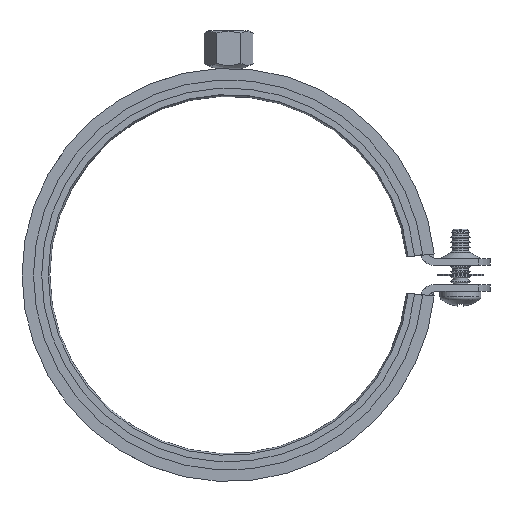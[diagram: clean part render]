
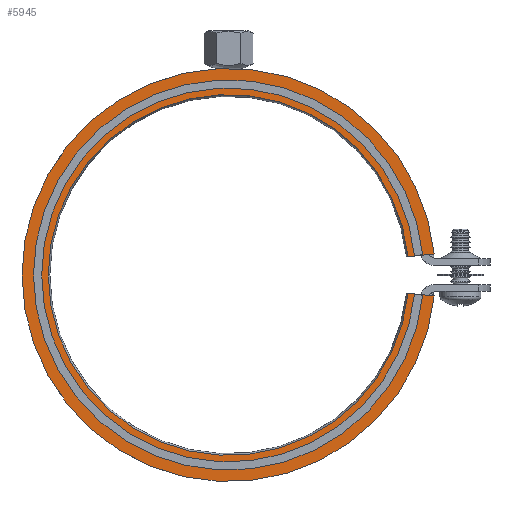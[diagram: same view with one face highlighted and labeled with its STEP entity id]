
A CAD part, front view. The second image highlights one B-rep face of the part: STEP entity #5945.
In plain terms, the highlighted face is planar.
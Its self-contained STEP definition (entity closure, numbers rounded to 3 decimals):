
#4796=CARTESIAN_POINT('',(54.355,165.573,11.5));
#4797=VERTEX_POINT('',#4796);
#4804=CARTESIAN_POINT('',(164.07,159.98,11.5));
#4805=VERTEX_POINT('',#4804);
#4806=CARTESIAN_POINT('',(109.355,165.573,11.5));
#4807=DIRECTION('',(0.0,0.0,1.0));
#4808=DIRECTION('',(1.0,0.0,0.0));
#4809=AXIS2_PLACEMENT_3D('',#4806,#4807,#4808);
#4810=CIRCLE('',#4809,55.);
#4811=EDGE_CURVE('',#4797,#4805,#4810,.T.);
#4836=CARTESIAN_POINT('',(46.355,165.573,11.5));
#4837=VERTEX_POINT('',#4836);
#4846=CARTESIAN_POINT('',(172.028,171.98,11.5));
#4847=VERTEX_POINT('',#4846);
#4848=CARTESIAN_POINT('',(109.355,165.573,11.5));
#4849=DIRECTION('',(0.0,0.0,1.0));
#4850=DIRECTION('',(1.0,0.0,0.0));
#4851=AXIS2_PLACEMENT_3D('',#4848,#4849,#4850);
#4852=CIRCLE('',#4851,63.);
#4853=EDGE_CURVE('',#4847,#4837,#4852,.T.);
#5896=CARTESIAN_POINT('',(172.028,159.166,11.5));
#5897=VERTEX_POINT('',#5896);
#5904=CARTESIAN_POINT('',(109.355,165.573,11.5));
#5905=DIRECTION('',(0.0,0.0,1.0));
#5906=DIRECTION('',(1.0,0.0,0.0));
#5907=AXIS2_PLACEMENT_3D('',#5904,#5905,#5906);
#5908=CIRCLE('',#5907,63.);
#5909=EDGE_CURVE('',#4837,#5897,#5908,.T.);
#5914=CARTESIAN_POINT('',(168.049,171.573,11.5));
#5915=DIRECTION('',(0.0,0.0,1.0));
#5916=DIRECTION('',(1.0,0.0,0.0));
#5917=AXIS2_PLACEMENT_3D('',#5914,#5915,#5916);
#5918=PLANE('',#5917);
#5919=CARTESIAN_POINT('',(172.028,159.166,11.5));
#5920=DIRECTION('',(-0.995,0.102,0.0));
#5921=VECTOR('',#5920,8.);
#5922=LINE('',#5919,#5921);
#5923=EDGE_CURVE('',#5897,#4805,#5922,.T.);
#5924=ORIENTED_EDGE('',*,*,#5923,.T.);
#5925=ORIENTED_EDGE('',*,*,#4811,.F.);
#5926=CARTESIAN_POINT('',(164.07,171.166,11.5));
#5927=VERTEX_POINT('',#5926);
#5928=CARTESIAN_POINT('',(109.355,165.573,11.5));
#5929=DIRECTION('',(0.0,0.0,1.0));
#5930=DIRECTION('',(1.0,0.0,0.0));
#5931=AXIS2_PLACEMENT_3D('',#5928,#5929,#5930);
#5932=CIRCLE('',#5931,55.);
#5933=EDGE_CURVE('',#5927,#4797,#5932,.T.);
#5934=ORIENTED_EDGE('',*,*,#5933,.F.);
#5935=CARTESIAN_POINT('',(172.028,171.98,11.5));
#5936=DIRECTION('',(-0.995,-0.102,0.0));
#5937=VECTOR('',#5936,8.);
#5938=LINE('',#5935,#5937);
#5939=EDGE_CURVE('',#4847,#5927,#5938,.T.);
#5940=ORIENTED_EDGE('',*,*,#5939,.F.);
#5941=ORIENTED_EDGE('',*,*,#4853,.T.);
#5942=ORIENTED_EDGE('',*,*,#5909,.T.);
#5943=EDGE_LOOP('',(#5924,#5925,#5934,#5940,#5941,#5942));
#5944=FACE_OUTER_BOUND('',#5943,.T.);
#5945=ADVANCED_FACE('',(#5944),#5918,.T.);
